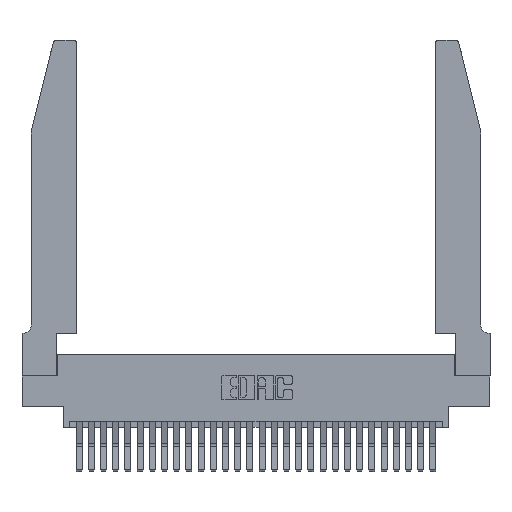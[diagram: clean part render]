
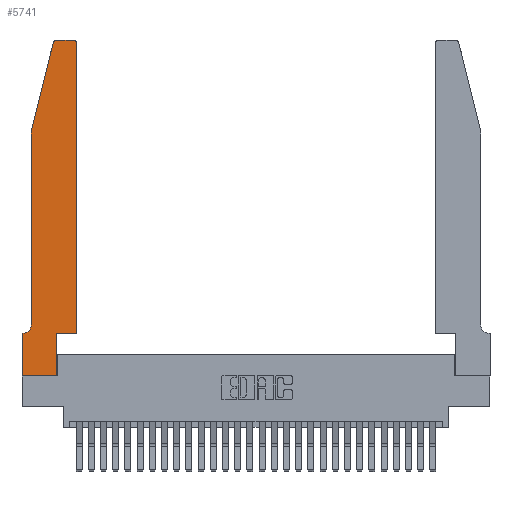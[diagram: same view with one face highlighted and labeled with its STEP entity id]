
A CAD part, top view. The second image highlights one B-rep face of the part: STEP entity #5741.
In plain terms, the highlighted planar face has unit normal (0, 0, 1).
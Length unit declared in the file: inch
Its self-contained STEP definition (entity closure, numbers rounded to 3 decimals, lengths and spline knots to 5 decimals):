
#363 = EDGE_CURVE ( 'NONE', #5234, #16953, #16022, .T. ) ;
#784 = PLANE ( 'NONE',  #18670 ) ;
#1123 = DIRECTION ( 'NONE',  ( 1., 0., 0. ) ) ;
#1138 = DIRECTION ( 'NONE',  ( 0., 1., 0. ) ) ;
#1409 = CARTESIAN_POINT ( 'NONE',  ( 0.2865, 0.35, 0.37 ) ) ;
#1563 = VECTOR ( 'NONE', #15991, 39.37008 ) ;
#1828 = CARTESIAN_POINT ( 'NONE',  ( 0., 0., 0.37 ) ) ;
#1850 = VECTOR ( 'NONE', #21025, 39.37008 ) ;
#1879 = EDGE_LOOP ( 'NONE', ( #12751, #27890, #17535, #18023, #17752, #21374, #20104, #14995, #3976, #17245, #19836, #24920 ) ) ;
#2026 = DIRECTION ( 'NONE',  ( 1., 0., 0. ) ) ;
#2180 = EDGE_CURVE ( 'NONE', #19843, #5352, #6814, .T. ) ;
#2260 = EDGE_CURVE ( 'NONE', #9422, #15730, #8292, .T. ) ;
#2376 = CARTESIAN_POINT ( 'NONE',  ( 0.0755, 0.35, 0.37 ) ) ;
#2837 = VERTEX_POINT ( 'NONE', #1828 ) ;
#2914 = DIRECTION ( 'NONE',  ( 0., 0., -1. ) ) ;
#2951 = VECTOR ( 'NONE', #24936, 39.37008 ) ;
#3246 = CARTESIAN_POINT ( 'NONE',  ( 0.2865, 0.35, 0.37 ) ) ;
#3565 = VECTOR ( 'NONE', #13497, 39.37008 ) ;
#3724 = DIRECTION ( 'NONE',  ( 1., 0., 0. ) ) ;
#3976 = ORIENTED_EDGE ( 'NONE', *, *, #9716, .T. ) ;
#4031 = CARTESIAN_POINT ( 'NONE',  ( 0.4205, 2.72, 0.37 ) ) ;
#4485 = CARTESIAN_POINT ( 'NONE',  ( 0.0755, 2., 0.37 ) ) ;
#5234 = VERTEX_POINT ( 'NONE', #17931 ) ;
#5352 = VERTEX_POINT ( 'NONE', #7773 ) ;
#5741 = ADVANCED_FACE ( 'NONE', ( #6051 ), #784, .T. ) ;
#6051 = FACE_OUTER_BOUND ( 'NONE', #1879, .T. ) ;
#6571 = CARTESIAN_POINT ( 'NONE',  ( 0., 0.35, 0.37 ) ) ;
#6814 = LINE ( 'NONE', #4485, #3565 ) ;
#7119 = CARTESIAN_POINT ( 'NONE',  ( 0.4505, 0.35, 0.37 ) ) ;
#7425 = VERTEX_POINT ( 'NONE', #19137 ) ;
#7471 = DIRECTION ( 'NONE',  ( 0., 0., 1. ) ) ;
#7773 = CARTESIAN_POINT ( 'NONE',  ( 0.0755, 0.42, 0.37 ) ) ;
#8263 = LINE ( 'NONE', #13219, #28399 ) ;
#8292 = CIRCLE ( 'NONE', #27979, 0.03 ) ;
#8633 = EDGE_CURVE ( 'NONE', #5352, #5234, #10948, .T. ) ;
#8662 = EDGE_CURVE ( 'NONE', #12903, #15784, #26285, .T. ) ;
#9341 = AXIS2_PLACEMENT_3D ( 'NONE', #19117, #7471, #19928 ) ;
#9422 = VERTEX_POINT ( 'NONE', #12012 ) ;
#9716 = EDGE_CURVE ( 'NONE', #7425, #15243, #18879, .T. ) ;
#9767 = EDGE_CURVE ( 'NONE', #10016, #9422, #22201, .T. ) ;
#10016 = VERTEX_POINT ( 'NONE', #7119 ) ;
#10948 = CIRCLE ( 'NONE', #13238, 0.07 ) ;
#12012 = CARTESIAN_POINT ( 'NONE',  ( 0.4505, 2.72, 0.37 ) ) ;
#12751 = ORIENTED_EDGE ( 'NONE', *, *, #18057, .T. ) ;
#12903 = VERTEX_POINT ( 'NONE', #18217 ) ;
#13219 = CARTESIAN_POINT ( 'NONE',  ( 0.4505, 0.35, 0.37 ) ) ;
#13238 = AXIS2_PLACEMENT_3D ( 'NONE', #16885, #2914, #14726 ) ;
#13497 = DIRECTION ( 'NONE',  ( 0., -1., 0. ) ) ;
#13638 = DIRECTION ( 'NONE',  ( 0., -1., 0. ) ) ;
#14466 = LINE ( 'NONE', #16369, #27643 ) ;
#14726 = DIRECTION ( 'NONE',  ( -1., 0., 0. ) ) ;
#14792 = CARTESIAN_POINT ( 'NONE',  ( 0.4205, 2.75, 0.37 ) ) ;
#14995 = ORIENTED_EDGE ( 'NONE', *, *, #25016, .T. ) ;
#15243 = VERTEX_POINT ( 'NONE', #1409 ) ;
#15354 = DIRECTION ( 'NONE',  ( 0., 0., 1. ) ) ;
#15730 = VERTEX_POINT ( 'NONE', #14792 ) ;
#15784 = VERTEX_POINT ( 'NONE', #25402 ) ;
#15966 = VECTOR ( 'NONE', #1138, 39.37008 ) ;
#15991 = DIRECTION ( 'NONE',  ( -0.239, -0.971, 0. ) ) ;
#16022 = LINE ( 'NONE', #2376, #1850 ) ;
#16365 = EDGE_CURVE ( 'NONE', #16953, #2837, #14466, .T. ) ;
#16369 = CARTESIAN_POINT ( 'NONE',  ( 0., 0., 0.37 ) ) ;
#16885 = CARTESIAN_POINT ( 'NONE',  ( 0.0055, 0.42, 0.37 ) ) ;
#16953 = VERTEX_POINT ( 'NONE', #6571 ) ;
#17245 = ORIENTED_EDGE ( 'NONE', *, *, #26240, .T. ) ;
#17535 = ORIENTED_EDGE ( 'NONE', *, *, #24632, .T. ) ;
#17752 = ORIENTED_EDGE ( 'NONE', *, *, #8633, .T. ) ;
#17877 = DIRECTION ( 'NONE',  ( 0., 0., 1. ) ) ;
#17931 = CARTESIAN_POINT ( 'NONE',  ( 0.0055, 0.35, 0.37 ) ) ;
#17957 = CARTESIAN_POINT ( 'NONE',  ( 0., 0., 0.37 ) ) ;
#18023 = ORIENTED_EDGE ( 'NONE', *, *, #2180, .T. ) ;
#18057 = EDGE_CURVE ( 'NONE', #15730, #12903, #28626, .T. ) ;
#18217 = CARTESIAN_POINT ( 'NONE',  ( 0.284, 2.75, 0.37 ) ) ;
#18670 = AXIS2_PLACEMENT_3D ( 'NONE', #19630, #17877, #1123 ) ;
#18879 = LINE ( 'NONE', #3246, #29094 ) ;
#19117 = CARTESIAN_POINT ( 'NONE',  ( 0.284, 2.72, 0.37 ) ) ;
#19137 = CARTESIAN_POINT ( 'NONE',  ( 0.2865, 0., 0.37 ) ) ;
#19630 = CARTESIAN_POINT ( 'NONE',  ( 0., 0.35, 0.37 ) ) ;
#19836 = ORIENTED_EDGE ( 'NONE', *, *, #9767, .T. ) ;
#19843 = VERTEX_POINT ( 'NONE', #28833 ) ;
#19928 = DIRECTION ( 'NONE',  ( 1., 0., 0. ) ) ;
#20104 = ORIENTED_EDGE ( 'NONE', *, *, #16365, .T. ) ;
#20109 = CARTESIAN_POINT ( 'NONE',  ( 0.2605, 2.75, 0.37 ) ) ;
#21025 = DIRECTION ( 'NONE',  ( -1., 0., 0. ) ) ;
#21374 = ORIENTED_EDGE ( 'NONE', *, *, #363, .T. ) ;
#22201 = LINE ( 'NONE', #29033, #15966 ) ;
#22593 = DIRECTION ( 'NONE',  ( -1., 0., 0. ) ) ;
#24156 = LINE ( 'NONE', #29980, #1563 ) ;
#24632 = EDGE_CURVE ( 'NONE', #15784, #19843, #24156, .T. ) ;
#24920 = ORIENTED_EDGE ( 'NONE', *, *, #2260, .T. ) ;
#24936 = DIRECTION ( 'NONE',  ( 1., 0., 0. ) ) ;
#25016 = EDGE_CURVE ( 'NONE', #2837, #7425, #25969, .T. ) ;
#25402 = CARTESIAN_POINT ( 'NONE',  ( 0.25487, 2.72718, 0.37 ) ) ;
#25969 = LINE ( 'NONE', #17957, #2951 ) ;
#26240 = EDGE_CURVE ( 'NONE', #15243, #10016, #8263, .T. ) ;
#26285 = CIRCLE ( 'NONE', #9341, 0.03 ) ;
#26505 = DIRECTION ( 'NONE',  ( 0., 1., 0. ) ) ;
#27643 = VECTOR ( 'NONE', #13638, 39.37008 ) ;
#27890 = ORIENTED_EDGE ( 'NONE', *, *, #8662, .T. ) ;
#27979 = AXIS2_PLACEMENT_3D ( 'NONE', #4031, #15354, #3724 ) ;
#28256 = VECTOR ( 'NONE', #22593, 39.37008 ) ;
#28399 = VECTOR ( 'NONE', #2026, 39.37008 ) ;
#28626 = LINE ( 'NONE', #20109, #28256 ) ;
#28833 = CARTESIAN_POINT ( 'NONE',  ( 0.0755, 2., 0.37 ) ) ;
#29033 = CARTESIAN_POINT ( 'NONE',  ( 0.4505, 0.35, 0.37 ) ) ;
#29094 = VECTOR ( 'NONE', #26505, 39.37008 ) ;
#29980 = CARTESIAN_POINT ( 'NONE',  ( 0.0755, 2., 0.37 ) ) ;
